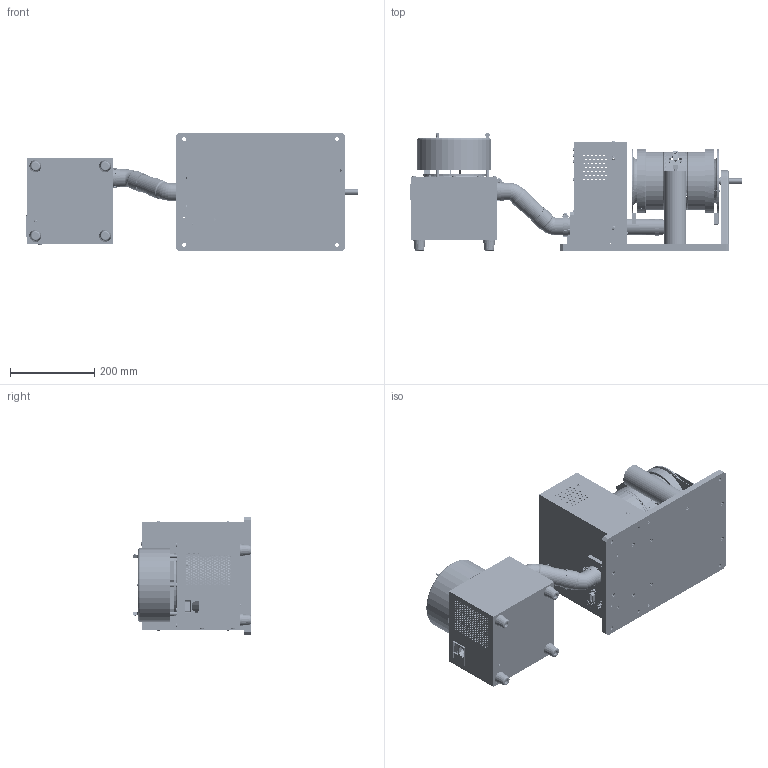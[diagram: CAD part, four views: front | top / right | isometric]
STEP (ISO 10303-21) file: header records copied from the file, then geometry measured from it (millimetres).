
FILE_DESCRIPTION (( 'STEP AP214' ), '1' );
FILE_NAME ('HD-715-0100_B_EF.STEP', '2014-01-31T17:15:40', ( 'magtrol' ), ( '' ), 'SwSTEP 2.0', 'SolidWorks 2014', '' );
FILE_SCHEMA (( 'AUTOMOTIVE_DESIGN' ));
Length unit declared in the file: inch
Products named in the file (1): HD-715-0100_B_EF
Bounding box: 786.16 x 278.51 x 279.4 mm (x, y, z)
Surface area: 1534107.7 mm2 (no closed solid volume)
Topology: 0 solids, 258 shells, 3169 faces, 12465 edges, 9410 vertices
Faces by surface type: cylinder 2185, plane 712, torus 150, cone 89, bspline 23, sphere 10
Entity records: 184164 total; most frequent: CARTESIAN_POINT 35781, DIRECTION 23133, ORIENTED_EDGE 19108, EDGE_CURVE 12457, VERTEX_POINT 9410, AXIS2_PLACEMENT_3D 8960, CIRCLE 5813, LINE 5213
